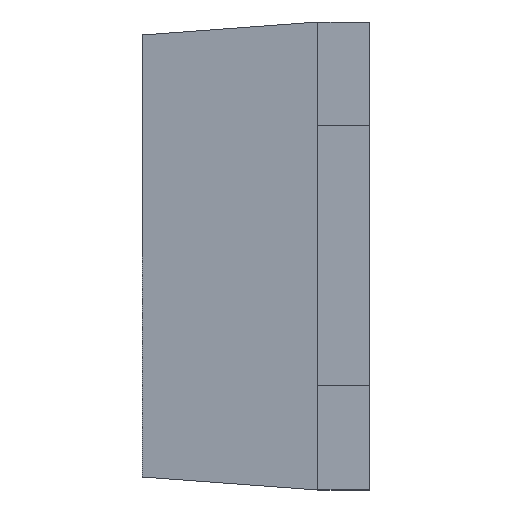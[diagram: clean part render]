
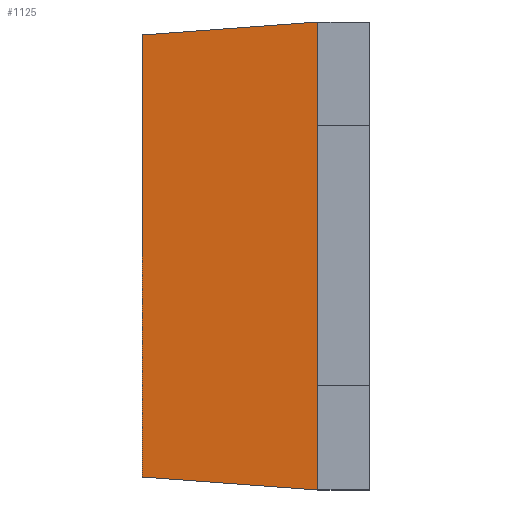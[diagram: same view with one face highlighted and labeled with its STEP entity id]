
A CAD part, left-side view. The second image highlights one B-rep face of the part: STEP entity #1125.
In plain terms, the highlighted planar face has unit normal (-0.997, 0.074, 0).
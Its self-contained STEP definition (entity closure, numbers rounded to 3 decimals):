
#9 = DIRECTION ( 'NONE',  ( 0.074, 0.995, 0.074 ) ) ;
#25 = PLANE ( 'NONE',  #845 ) ;
#48 = ORIENTED_EDGE ( 'NONE', *, *, #567, .F. ) ;
#82 = ORIENTED_EDGE ( 'NONE', *, *, #490, .T. ) ;
#98 = VECTOR ( 'NONE', #995, 1000. ) ;
#101 = FACE_OUTER_BOUND ( 'NONE', #1071, .T. ) ;
#134 = CARTESIAN_POINT ( 'NONE',  ( -1.4, 0.2, -0.9 ) ) ;
#153 = LINE ( 'NONE', #234, #189 ) ;
#189 = VECTOR ( 'NONE', #998, 1000. ) ;
#203 = VECTOR ( 'NONE', #9, 1000. ) ;
#225 = DIRECTION ( 'NONE',  ( 0.074, 0.995, -0.074 ) ) ;
#226 = ORIENTED_EDGE ( 'NONE', *, *, #621, .F. ) ;
#234 = CARTESIAN_POINT ( 'NONE',  ( -1.4, 0.2, -0.9 ) ) ;
#261 = ORIENTED_EDGE ( 'NONE', *, *, #1351, .F. ) ;
#285 = CARTESIAN_POINT ( 'NONE',  ( -1.4, 0.2, -0.9 ) ) ;
#309 = VERTEX_POINT ( 'NONE', #285 ) ;
#315 = DIRECTION ( 'NONE',  ( 0., 0., 1. ) ) ;
#362 = LINE ( 'NONE', #780, #98 ) ;
#393 = VERTEX_POINT ( 'NONE', #526 ) ;
#461 = DIRECTION ( 'NONE',  ( 0., 0., -1. ) ) ;
#490 = EDGE_CURVE ( 'NONE', #1413, #393, #1062, .T. ) ;
#491 = VERTEX_POINT ( 'NONE', #534 ) ;
#526 = CARTESIAN_POINT ( 'NONE',  ( -1.35, 0.875, 0.85 ) ) ;
#534 = CARTESIAN_POINT ( 'NONE',  ( -1.4, 0.2, -0.5 ) ) ;
#538 = EDGE_CURVE ( 'NONE', #904, #393, #1157, .T. ) ;
#554 = VECTOR ( 'NONE', #315, 1000. ) ;
#567 = EDGE_CURVE ( 'NONE', #759, #491, #153, .T. ) ;
#574 = VECTOR ( 'NONE', #225, 1000. ) ;
#585 = ORIENTED_EDGE ( 'NONE', *, *, #538, .F. ) ;
#621 = EDGE_CURVE ( 'NONE', #1413, #759, #1330, .T. ) ;
#645 = DIRECTION ( 'NONE',  ( 0., 0., -1. ) ) ;
#759 = VERTEX_POINT ( 'NONE', #793 ) ;
#780 = CARTESIAN_POINT ( 'NONE',  ( -1.4, 0.2, -0.9 ) ) ;
#793 = CARTESIAN_POINT ( 'NONE',  ( -1.4, 0.2, 0.5 ) ) ;
#802 = ORIENTED_EDGE ( 'NONE', *, *, #1106, .F. ) ;
#845 = AXIS2_PLACEMENT_3D ( 'NONE', #1201, #1093, #645 ) ;
#864 = CARTESIAN_POINT ( 'NONE',  ( -1.345, 0.937, 0.845 ) ) ;
#904 = VERTEX_POINT ( 'NONE', #1148 ) ;
#995 = DIRECTION ( 'NONE',  ( 0., 0., -1. ) ) ;
#998 = DIRECTION ( 'NONE',  ( 0., 0., -1. ) ) ;
#1027 = CARTESIAN_POINT ( 'NONE',  ( -1.4, 0.2, 0.9 ) ) ;
#1062 = LINE ( 'NONE', #864, #574 ) ;
#1071 = EDGE_LOOP ( 'NONE', ( #82, #585, #802, #261, #48, #226 ) ) ;
#1087 = CARTESIAN_POINT ( 'NONE',  ( -1.345, 0.937, -0.845 ) ) ;
#1093 = DIRECTION ( 'NONE',  ( -0.997, 0.074, 0. ) ) ;
#1106 = EDGE_CURVE ( 'NONE', #309, #904, #1155, .T. ) ;
#1125 = ADVANCED_FACE ( 'NONE', ( #101 ), #25, .T. ) ;
#1148 = CARTESIAN_POINT ( 'NONE',  ( -1.35, 0.875, -0.85 ) ) ;
#1155 = LINE ( 'NONE', #1087, #203 ) ;
#1157 = LINE ( 'NONE', #1417, #554 ) ;
#1188 = VECTOR ( 'NONE', #461, 1000. ) ;
#1201 = CARTESIAN_POINT ( 'NONE',  ( -1.35, 0.875, 0. ) ) ;
#1330 = LINE ( 'NONE', #134, #1188 ) ;
#1351 = EDGE_CURVE ( 'NONE', #491, #309, #362, .T. ) ;
#1413 = VERTEX_POINT ( 'NONE', #1027 ) ;
#1417 = CARTESIAN_POINT ( 'NONE',  ( -1.35, 0.875, 0.9 ) ) ;
